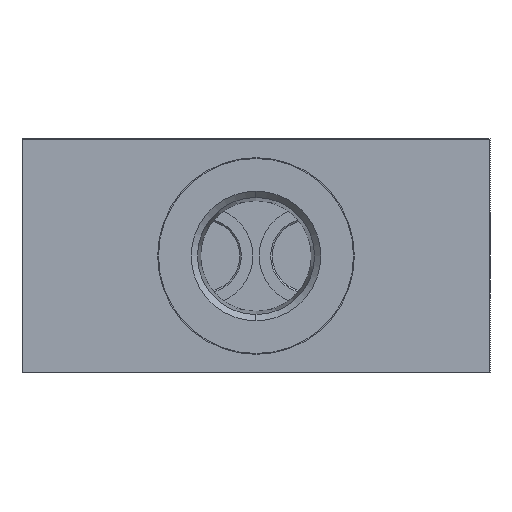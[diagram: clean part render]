
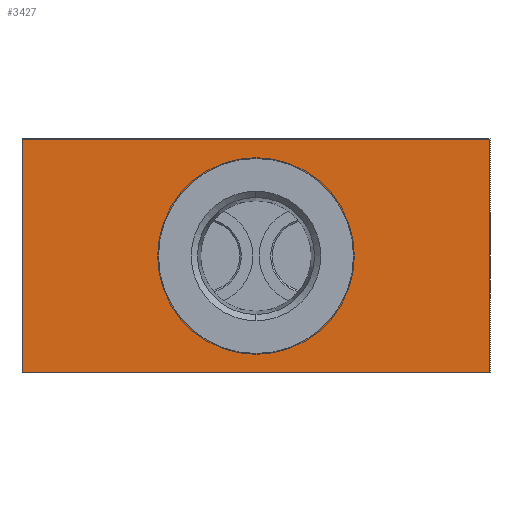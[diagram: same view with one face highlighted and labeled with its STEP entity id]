
A CAD part, left-side view. The second image highlights one B-rep face of the part: STEP entity #3427.
In plain terms, the highlighted planar face has unit normal (-1, 0, 0).
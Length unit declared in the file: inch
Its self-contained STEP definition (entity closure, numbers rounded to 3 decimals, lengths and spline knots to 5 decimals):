
#45 = VECTOR ( 'NONE', #7022, 39.37008 ) ;
#131 = VERTEX_POINT ( 'NONE', #2819 ) ;
#489 = VECTOR ( 'NONE', #6015, 39.37008 ) ;
#554 = PLANE ( 'NONE',  #2589 ) ;
#612 = DIRECTION ( 'NONE',  ( 1., 0., 0. ) ) ;
#622 = CARTESIAN_POINT ( 'NONE',  ( -1.26, 0.75, -0.375 ) ) ;
#637 = LINE ( 'NONE', #7312, #4002 ) ;
#740 = AXIS2_PLACEMENT_3D ( 'NONE', #6125, #2094, #766 ) ;
#766 = DIRECTION ( 'NONE',  ( 0., 0., 1. ) ) ;
#1069 = ORIENTED_EDGE ( 'NONE', *, *, #5497, .T. ) ;
#1301 = EDGE_LOOP ( 'NONE', ( #2142, #4324 ) ) ;
#1409 = CARTESIAN_POINT ( 'NONE',  ( -1.26, 0.75, -0.375 ) ) ;
#1413 = VERTEX_POINT ( 'NONE', #8362 ) ;
#1474 = CARTESIAN_POINT ( 'NONE',  ( -1.26, 0., 0. ) ) ;
#1730 = VECTOR ( 'NONE', #2080, 39.37008 ) ;
#2080 = DIRECTION ( 'NONE',  ( 0., -1., 0. ) ) ;
#2094 = DIRECTION ( 'NONE',  ( -1., 0., 0. ) ) ;
#2142 = ORIENTED_EDGE ( 'NONE', *, *, #7926, .F. ) ;
#2277 = CIRCLE ( 'NONE', #2710, 0.3125 ) ;
#2338 = VERTEX_POINT ( 'NONE', #6858 ) ;
#2589 = AXIS2_PLACEMENT_3D ( 'NONE', #2622, #612, #3296 ) ;
#2622 = CARTESIAN_POINT ( 'NONE',  ( -1.26, 0.75, -0.375 ) ) ;
#2710 = AXIS2_PLACEMENT_3D ( 'NONE', #1474, #7666, #4269 ) ;
#2819 = CARTESIAN_POINT ( 'NONE',  ( -1.26, -0.75, 0.375 ) ) ;
#2989 = EDGE_CURVE ( 'NONE', #6436, #7284, #6523, .T. ) ;
#3042 = CARTESIAN_POINT ( 'NONE',  ( -1.26, 0.75, -0.375 ) ) ;
#3296 = DIRECTION ( 'NONE',  ( 0., 0., -1. ) ) ;
#3342 = CIRCLE ( 'NONE', #740, 0.3125 ) ;
#3427 = ADVANCED_FACE ( 'NONE', ( #7357, #8102 ), #554, .F. ) ;
#3502 = CARTESIAN_POINT ( 'NONE',  ( -1.26, 0.75, 0.375 ) ) ;
#3516 = EDGE_CURVE ( 'NONE', #6436, #1413, #4047, .T. ) ;
#3667 = CARTESIAN_POINT ( 'NONE',  ( -1.26, 0.75, 0.375 ) ) ;
#4002 = VECTOR ( 'NONE', #7280, 39.37008 ) ;
#4047 = LINE ( 'NONE', #1409, #1730 ) ;
#4269 = DIRECTION ( 'NONE',  ( 0., 0., 1. ) ) ;
#4324 = ORIENTED_EDGE ( 'NONE', *, *, #6314, .F. ) ;
#4359 = VERTEX_POINT ( 'NONE', #5806 ) ;
#4770 = EDGE_CURVE ( 'NONE', #7284, #131, #6653, .T. ) ;
#5497 = EDGE_CURVE ( 'NONE', #1413, #131, #637, .T. ) ;
#5806 = CARTESIAN_POINT ( 'NONE',  ( -1.26, 0., 0.3125 ) ) ;
#5819 = ORIENTED_EDGE ( 'NONE', *, *, #4770, .F. ) ;
#6015 = DIRECTION ( 'NONE',  ( 0., 0., 1. ) ) ;
#6125 = CARTESIAN_POINT ( 'NONE',  ( -1.26, 0., 0. ) ) ;
#6235 = ORIENTED_EDGE ( 'NONE', *, *, #3516, .T. ) ;
#6314 = EDGE_CURVE ( 'NONE', #2338, #4359, #2277, .T. ) ;
#6436 = VERTEX_POINT ( 'NONE', #3042 ) ;
#6523 = LINE ( 'NONE', #622, #489 ) ;
#6653 = LINE ( 'NONE', #3667, #45 ) ;
#6858 = CARTESIAN_POINT ( 'NONE',  ( -1.26, 0., -0.3125 ) ) ;
#7022 = DIRECTION ( 'NONE',  ( 0., -1., 0. ) ) ;
#7280 = DIRECTION ( 'NONE',  ( 0., 0., 1. ) ) ;
#7284 = VERTEX_POINT ( 'NONE', #3502 ) ;
#7312 = CARTESIAN_POINT ( 'NONE',  ( -1.26, -0.75, -0.375 ) ) ;
#7357 = FACE_OUTER_BOUND ( 'NONE', #7675, .T. ) ;
#7362 = ORIENTED_EDGE ( 'NONE', *, *, #2989, .F. ) ;
#7666 = DIRECTION ( 'NONE',  ( -1., 0., 0. ) ) ;
#7675 = EDGE_LOOP ( 'NONE', ( #1069, #5819, #7362, #6235 ) ) ;
#7926 = EDGE_CURVE ( 'NONE', #4359, #2338, #3342, .T. ) ;
#8102 = FACE_BOUND ( 'NONE', #1301, .T. ) ;
#8362 = CARTESIAN_POINT ( 'NONE',  ( -1.26, -0.75, -0.375 ) ) ;
